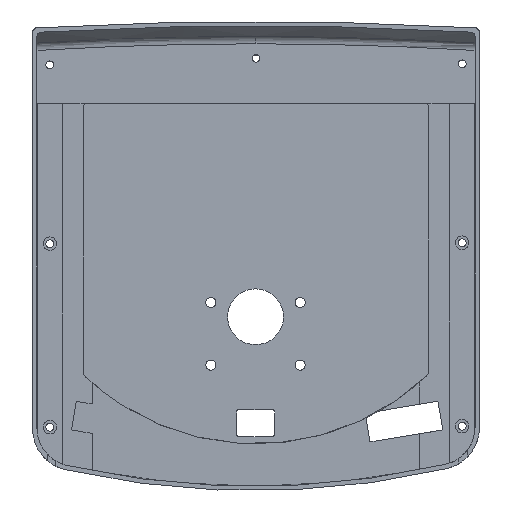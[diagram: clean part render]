
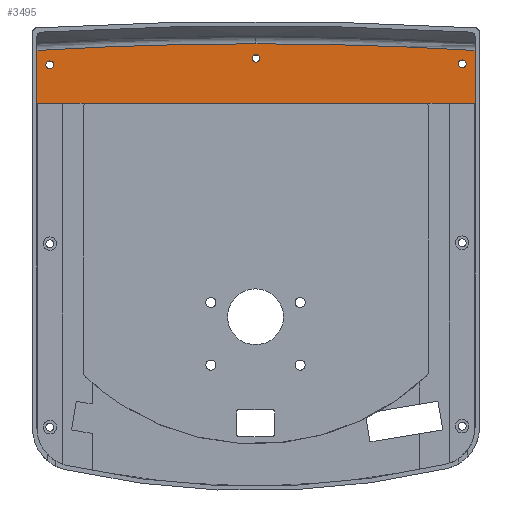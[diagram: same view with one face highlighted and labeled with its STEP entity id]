
A CAD part, front view. The second image highlights one B-rep face of the part: STEP entity #3495.
In plain terms, the highlighted planar face has unit normal (0, -1, 0).
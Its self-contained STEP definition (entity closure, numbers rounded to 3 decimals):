
#8 = DIRECTION ( 'NONE',  ( 0., 0., 1. ) ) ;
#27 = EDGE_CURVE ( 'NONE', #2219, #47, #2039, .T. ) ;
#30 = PLANE ( 'NONE',  #2342 ) ;
#47 = VERTEX_POINT ( 'NONE', #3872 ) ;
#60 = LINE ( 'NONE', #3659, #2254 ) ;
#119 = DIRECTION ( 'NONE',  ( 0., 0., 1. ) ) ;
#205 = ORIENTED_EDGE ( 'NONE', *, *, #1057, .T. ) ;
#268 = FACE_OUTER_BOUND ( 'NONE', #2704, .T. ) ;
#333 = EDGE_CURVE ( 'NONE', #3336, #1377, #2570, .T. ) ;
#351 = AXIS2_PLACEMENT_3D ( 'NONE', #1894, #4434, #3341 ) ;
#518 = CARTESIAN_POINT ( 'NONE',  ( 196., 9.865, 28.093 ) ) ;
#534 = VERTEX_POINT ( 'NONE', #2848 ) ;
#572 = DIRECTION ( 'NONE',  ( 0., 1., 0. ) ) ;
#611 = ORIENTED_EDGE ( 'NONE', *, *, #966, .T. ) ;
#633 = EDGE_CURVE ( 'NONE', #2823, #1619, #4589, .T. ) ;
#714 = DIRECTION ( 'NONE',  ( 0., 0., 1. ) ) ;
#803 = VERTEX_POINT ( 'NONE', #4364 ) ;
#831 = EDGE_CURVE ( 'NONE', #1377, #3336, #1881, .T. ) ;
#869 = VERTEX_POINT ( 'NONE', #3987 ) ;
#922 = CIRCLE ( 'NONE', #4478, 1620.176 ) ;
#962 = DIRECTION ( 'NONE',  ( 0., -1., 0. ) ) ;
#966 = EDGE_CURVE ( 'NONE', #803, #4206, #3393, .T. ) ;
#1057 = EDGE_CURVE ( 'NONE', #869, #2219, #60, .T. ) ;
#1123 = EDGE_LOOP ( 'NONE', ( #3545, #3057 ) ) ;
#1129 = AXIS2_PLACEMENT_3D ( 'NONE', #1801, #4078, #8 ) ;
#1157 = VECTOR ( 'NONE', #2396, 1000. ) ;
#1302 = VECTOR ( 'NONE', #3758, 1000. ) ;
#1322 = DIRECTION ( 'NONE',  ( 0., 0., 1. ) ) ;
#1336 = FACE_BOUND ( 'NONE', #1123, .T. ) ;
#1377 = VERTEX_POINT ( 'NONE', #4601 ) ;
#1450 = CIRCLE ( 'NONE', #3396, 1.75 ) ;
#1541 = DIRECTION ( 'NONE',  ( 0., 1., 0. ) ) ;
#1603 = ORIENTED_EDGE ( 'NONE', *, *, #27, .T. ) ;
#1619 = VERTEX_POINT ( 'NONE', #1944 ) ;
#1720 = CARTESIAN_POINT ( 'NONE',  ( 98., 9.865, -1602.167 ) ) ;
#1738 = EDGE_LOOP ( 'NONE', ( #3171, #2486 ) ) ;
#1801 = CARTESIAN_POINT ( 'NONE',  ( 190.25, 9.865, 9.021 ) ) ;
#1804 = DIRECTION ( 'NONE',  ( 0., 1., 0. ) ) ;
#1813 = VERTEX_POINT ( 'NONE', #1920 ) ;
#1881 = CIRCLE ( 'NONE', #2328, 1.75 ) ;
#1883 = LINE ( 'NONE', #518, #1302 ) ;
#1894 = CARTESIAN_POINT ( 'NONE',  ( 98., 9.865, 11.54 ) ) ;
#1920 = CARTESIAN_POINT ( 'NONE',  ( 192., 9.865, 9.021 ) ) ;
#1923 = DIRECTION ( 'NONE',  ( 0., -1., 0. ) ) ;
#1944 = CARTESIAN_POINT ( 'NONE',  ( 96.25, 9.865, 11.54 ) ) ;
#1945 = CARTESIAN_POINT ( 'NONE',  ( 7.5, 9.865, 8.581 ) ) ;
#1958 = DIRECTION ( 'NONE',  ( 0., 1., 0. ) ) ;
#1961 = AXIS2_PLACEMENT_3D ( 'NONE', #1720, #962, #2452 ) ;
#1977 = DIRECTION ( 'NONE',  ( 0., 1., 0. ) ) ;
#2039 = LINE ( 'NONE', #2374, #1157 ) ;
#2134 = DIRECTION ( 'NONE',  ( 0., 0., 1. ) ) ;
#2219 = VERTEX_POINT ( 'NONE', #3148 ) ;
#2254 = VECTOR ( 'NONE', #2847, 1000. ) ;
#2275 = CARTESIAN_POINT ( 'NONE',  ( 98., 9.865, -1602.167 ) ) ;
#2328 = AXIS2_PLACEMENT_3D ( 'NONE', #3966, #1804, #2134 ) ;
#2342 = AXIS2_PLACEMENT_3D ( 'NONE', #3998, #1541, #714 ) ;
#2374 = CARTESIAN_POINT ( 'NONE',  ( 0., 9.865, -8.659 ) ) ;
#2396 = DIRECTION ( 'NONE',  ( 1., 0., 0. ) ) ;
#2452 = DIRECTION ( 'NONE',  ( 0., 0., 1. ) ) ;
#2464 = EDGE_LOOP ( 'NONE', ( #4256, #2727 ) ) ;
#2486 = ORIENTED_EDGE ( 'NONE', *, *, #633, .T. ) ;
#2570 = CIRCLE ( 'NONE', #4178, 1.75 ) ;
#2704 = EDGE_LOOP ( 'NONE', ( #3457, #611, #3839, #205, #1603 ) ) ;
#2715 = CIRCLE ( 'NONE', #3402, 1.75 ) ;
#2727 = ORIENTED_EDGE ( 'NONE', *, *, #3660, .T. ) ;
#2794 = CARTESIAN_POINT ( 'NONE',  ( 98., 9.865, 18.009 ) ) ;
#2823 = VERTEX_POINT ( 'NONE', #4159 ) ;
#2844 = EDGE_CURVE ( 'NONE', #1619, #2823, #1450, .T. ) ;
#2847 = DIRECTION ( 'NONE',  ( 0., 0., -1. ) ) ;
#2848 = CARTESIAN_POINT ( 'NONE',  ( 188.5, 9.865, 9.021 ) ) ;
#3057 = ORIENTED_EDGE ( 'NONE', *, *, #333, .T. ) ;
#3074 = CARTESIAN_POINT ( 'NONE',  ( 190.25, 9.865, 9.021 ) ) ;
#3148 = CARTESIAN_POINT ( 'NONE',  ( 0., 9.865, -8.659 ) ) ;
#3171 = ORIENTED_EDGE ( 'NONE', *, *, #2844, .T. ) ;
#3174 = EDGE_CURVE ( 'NONE', #534, #1813, #3324, .T. ) ;
#3324 = CIRCLE ( 'NONE', #1129, 1.75 ) ;
#3336 = VERTEX_POINT ( 'NONE', #1945 ) ;
#3341 = DIRECTION ( 'NONE',  ( 0., 0., 1. ) ) ;
#3365 = DIRECTION ( 'NONE',  ( 0., 0., 1. ) ) ;
#3392 = CARTESIAN_POINT ( 'NONE',  ( 98., 9.865, 11.54 ) ) ;
#3393 = CIRCLE ( 'NONE', #1961, 1620.176 ) ;
#3396 = AXIS2_PLACEMENT_3D ( 'NONE', #3392, #1977, #1322 ) ;
#3402 = AXIS2_PLACEMENT_3D ( 'NONE', #3074, #572, #4125 ) ;
#3457 = ORIENTED_EDGE ( 'NONE', *, *, #4101, .F. ) ;
#3495 = ADVANCED_FACE ( 'NONE', ( #4666, #4624, #1336, #268 ), #30, .F. ) ;
#3545 = ORIENTED_EDGE ( 'NONE', *, *, #831, .T. ) ;
#3659 = CARTESIAN_POINT ( 'NONE',  ( 0., 9.865, 28.093 ) ) ;
#3660 = EDGE_CURVE ( 'NONE', #1813, #534, #2715, .T. ) ;
#3758 = DIRECTION ( 'NONE',  ( 0., 0., -1. ) ) ;
#3839 = ORIENTED_EDGE ( 'NONE', *, *, #4447, .T. ) ;
#3872 = CARTESIAN_POINT ( 'NONE',  ( 196., 9.865, -8.659 ) ) ;
#3966 = CARTESIAN_POINT ( 'NONE',  ( 5.75, 9.865, 8.581 ) ) ;
#3987 = CARTESIAN_POINT ( 'NONE',  ( 0., 9.865, 15.043 ) ) ;
#3998 = CARTESIAN_POINT ( 'NONE',  ( 0., 9.865, 28.093 ) ) ;
#4078 = DIRECTION ( 'NONE',  ( 0., 1., 0. ) ) ;
#4101 = EDGE_CURVE ( 'NONE', #803, #47, #1883, .T. ) ;
#4125 = DIRECTION ( 'NONE',  ( 0., 0., 1. ) ) ;
#4159 = CARTESIAN_POINT ( 'NONE',  ( 99.75, 9.865, 11.54 ) ) ;
#4178 = AXIS2_PLACEMENT_3D ( 'NONE', #4524, #1958, #119 ) ;
#4206 = VERTEX_POINT ( 'NONE', #2794 ) ;
#4256 = ORIENTED_EDGE ( 'NONE', *, *, #3174, .T. ) ;
#4364 = CARTESIAN_POINT ( 'NONE',  ( 196., 9.865, 15.043 ) ) ;
#4434 = DIRECTION ( 'NONE',  ( 0., 1., 0. ) ) ;
#4447 = EDGE_CURVE ( 'NONE', #4206, #869, #922, .T. ) ;
#4478 = AXIS2_PLACEMENT_3D ( 'NONE', #2275, #1923, #3365 ) ;
#4524 = CARTESIAN_POINT ( 'NONE',  ( 5.75, 9.865, 8.581 ) ) ;
#4589 = CIRCLE ( 'NONE', #351, 1.75 ) ;
#4601 = CARTESIAN_POINT ( 'NONE',  ( 4., 9.865, 8.581 ) ) ;
#4624 = FACE_BOUND ( 'NONE', #1738, .T. ) ;
#4666 = FACE_BOUND ( 'NONE', #2464, .T. ) ;
